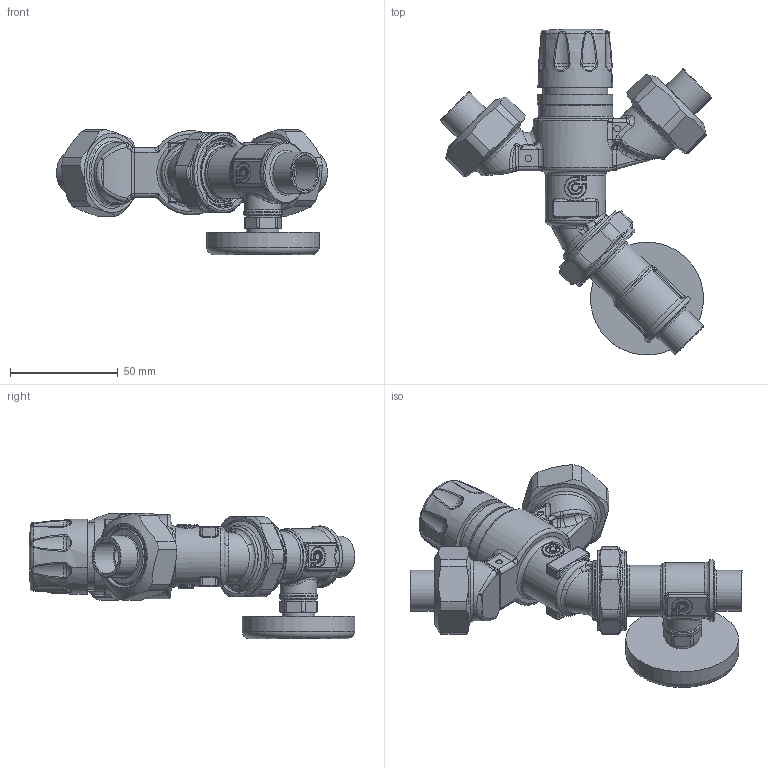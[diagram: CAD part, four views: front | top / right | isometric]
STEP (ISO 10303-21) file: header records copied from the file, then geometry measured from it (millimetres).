
FILE_DESCRIPTION(/* description */ (''),/* implementation_level */ '2;1');
FILE_NAME(/* name */ '520419A.stp',/* time_stamp */ '2025-06-25T14:30:04-05:00',/* author */ ('ischreiner'),/* organization */ (''),/* preprocessor_version */ 'ST-DEVELOPER v20',/* originating_system */ 'Autodesk Inventor 2024',/* authorisation */ '');
FILE_SCHEMA (('AUTOMOTIVE_DESIGN { 1 0 10303 214 3 1 1 }'));
Products named in the file (10): 520419A; 520051 body; NA10002; F61008 - 1 inch union nut; NA10328; F0002467 probe asm 0.5 inch; NA10319; F0002386 drywell tin plated; NA11031 Temp Gauge; F0000698 1 inch slip nut
Assembly tree (11 placements, depth 4):
  520419A
    520051 body
    NA10002  x2
    F61008 - 1 inch union nut  x2
    NA10328
      F0002467 probe asm 0.5 inch
        NA10319
        F0002386 drywell tin plated
      NA11031 Temp Gauge
      F0000698 1 inch slip nut
Bounding box: 125.61 x 150.87 x 57.97 mm (x, y, z)
Volume: 193082.6 mm3; surface area: 59989.9 mm2
Topology: 10 solids, 10 shells, 1439 faces, 3317 edges, 1806 vertices
Faces by surface type: cylinder 455, bspline 404, plane 230, torus 167, sphere 112, cone 71
Full cylindrical faces by diameter (mm): 3 x2, 9.017 x1, 10.008 x1, 11.176 x1, 11.227 x1, 11.43 x1, 11.5 x1, 12.954 x1, 13.5 x1, 13.6 x1, 13.97 x2, 14 x1, 15.24 x1, 15.875 x1, 15.977 x2, 16 x1, 17 x1, 18 x1, 19 x2, 19.05 x2, 23.5 x1, 24 x1, 26.162 x2, 26.924 x2, 27.7 x1, 28 x2, 28.5 x1, 29.6 x1, 29.845 x2, 30.302 x2
Entity records: 78360 total; most frequent: CARTESIAN_POINT 49124, ORIENTED_EDGE 6192, DIRECTION 5736, EDGE_CURVE 3096, AXIS2_PLACEMENT_3D 2459, VERTEX_POINT 1749, EDGE_LOOP 1451, FACE_OUTER_BOUND 1402
